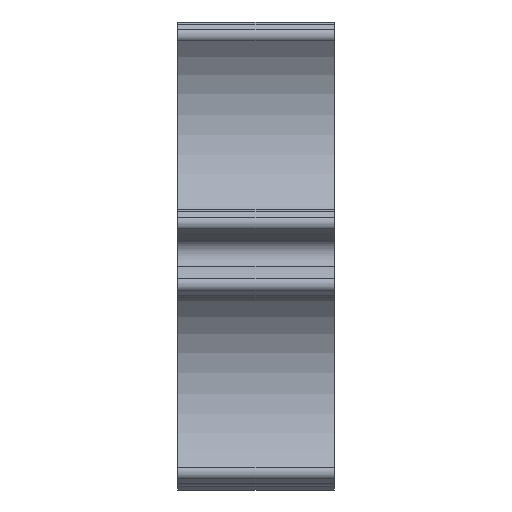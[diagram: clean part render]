
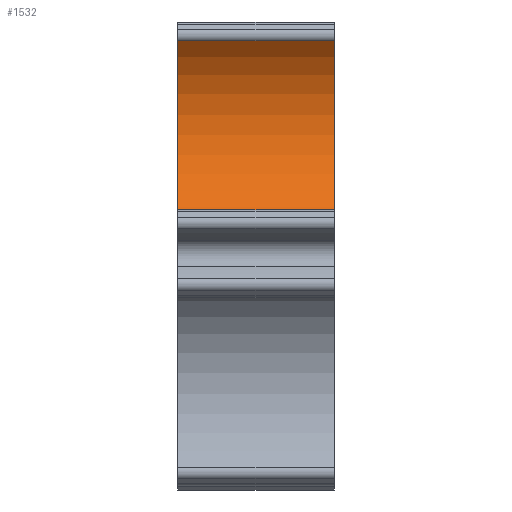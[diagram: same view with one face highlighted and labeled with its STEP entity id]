
A CAD part, top view. The second image highlights one B-rep face of the part: STEP entity #1532.
In plain terms, the highlighted cylindrical face has radius 7.75 mm (diameter 15.5 mm), a partial arc.
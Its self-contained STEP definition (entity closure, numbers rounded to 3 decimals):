
#90=FACE_OUTER_BOUND('',#171,.T.);
#171=EDGE_LOOP('',(#1241,#1242,#1243,#1244));
#290=LINE('',#2714,#401);
#291=LINE('',#2717,#402);
#401=VECTOR('',#2205,10.);
#402=VECTOR('',#2208,10.);
#425=CIRCLE('',#1589,7.75);
#521=CIRCLE('',#1741,7.75);
#554=VERTEX_POINT('',#2338);
#555=VERTEX_POINT('',#2340);
#686=VERTEX_POINT('',#2712);
#687=VERTEX_POINT('',#2716);
#713=EDGE_CURVE('',#555,#554,#425,.T.);
#900=EDGE_CURVE('',#555,#686,#290,.T.);
#901=EDGE_CURVE('',#687,#554,#291,.T.);
#902=EDGE_CURVE('',#686,#687,#521,.T.);
#1241=ORIENTED_EDGE('',*,*,#900,.F.);
#1242=ORIENTED_EDGE('',*,*,#713,.T.);
#1243=ORIENTED_EDGE('',*,*,#901,.F.);
#1244=ORIENTED_EDGE('',*,*,#902,.F.);
#1453=CYLINDRICAL_SURFACE('',#1740,7.75);
#1532=ADVANCED_FACE('',(#90),#1453,.F.);
#1589=AXIS2_PLACEMENT_3D('',#2341,#1812,#1813);
#1740=AXIS2_PLACEMENT_3D('',#2715,#2206,#2207);
#1741=AXIS2_PLACEMENT_3D('',#2718,#2209,#2210);
#1812=DIRECTION('center_axis',(-1.,0.,0.));
#1813=DIRECTION('ref_axis',(0.,-1.,0.));
#2205=DIRECTION('',(1.,0.,0.));
#2206=DIRECTION('center_axis',(1.,0.,0.));
#2207=DIRECTION('ref_axis',(0.,-1.,0.));
#2208=DIRECTION('',(-1.,0.,0.));
#2209=DIRECTION('center_axis',(-1.,0.,0.));
#2210=DIRECTION('ref_axis',(0.,-1.,0.));
#2338=CARTESIAN_POINT('',(0.,11.198,5.138));
#2340=CARTESIAN_POINT('',(0.,22.138,-5.802));
#2341=CARTESIAN_POINT('Origin',(0.,17.,0.));
#2712=CARTESIAN_POINT('',(10.,22.138,-5.802));
#2714=CARTESIAN_POINT('',(0.,22.138,-5.802));
#2715=CARTESIAN_POINT('Origin',(0.,17.,0.));
#2716=CARTESIAN_POINT('',(10.,11.198,5.138));
#2717=CARTESIAN_POINT('',(0.,11.198,5.138));
#2718=CARTESIAN_POINT('Origin',(10.,17.,0.));
